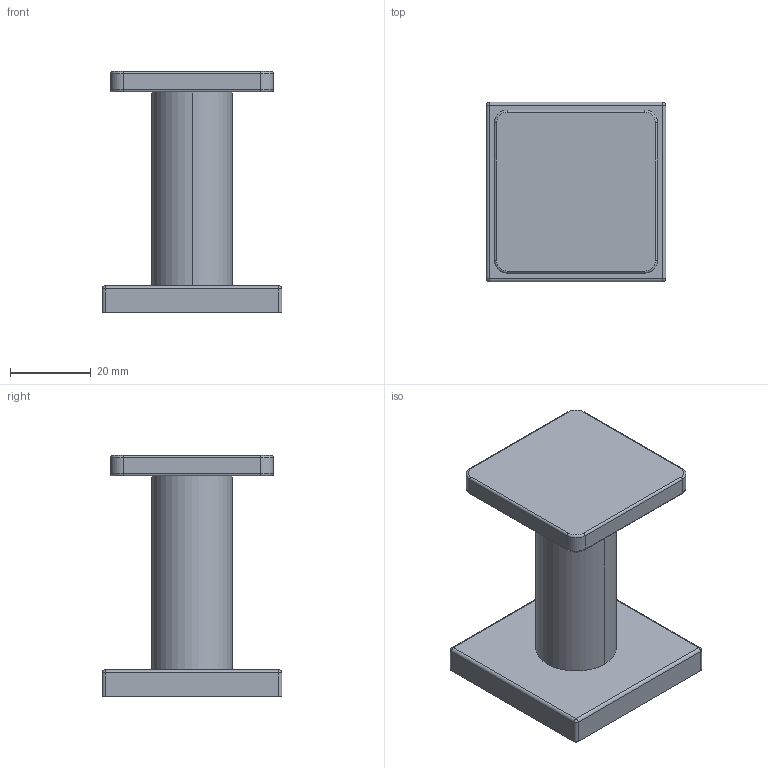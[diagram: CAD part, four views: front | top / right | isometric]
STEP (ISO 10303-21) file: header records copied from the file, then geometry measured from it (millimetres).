
FILE_DESCRIPTION((''),'2;1');
FILE_NAME('5310','2022-06-27T15:37:10',('rsmith'),(''),'CREO PARAMETRIC BY PTC INC, 2019352','CREO PARAMETRIC BY PTC INC, 2019352','');
FILE_SCHEMA(('CONFIG_CONTROL_DESIGN'));
Length unit declared in the file: inch
Products named in the file (1): 5310
Bounding box: 44.45 x 44.45 x 59.69 mm (x, y, z)
Volume: 36313.7 mm3; surface area: 11414.7 mm2
Topology: 1 solids, 1 shells, 46 faces, 98 edges, 56 vertices
Faces by surface type: cylinder 22, plane 12, torus 8, sphere 4
Entity records: 1270 total; most frequent: DIRECTION 242, CARTESIAN_POINT 200, ORIENTED_EDGE 196, AXIS2_PLACEMENT_3D 98, EDGE_CURVE 98, VERTEX_POINT 56, CIRCLE 52, EDGE_LOOP 48
